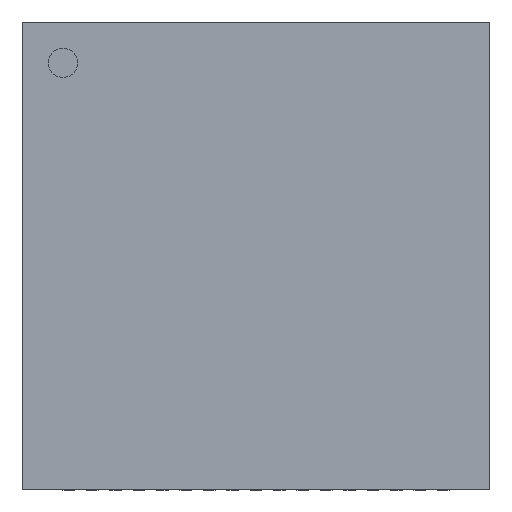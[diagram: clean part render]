
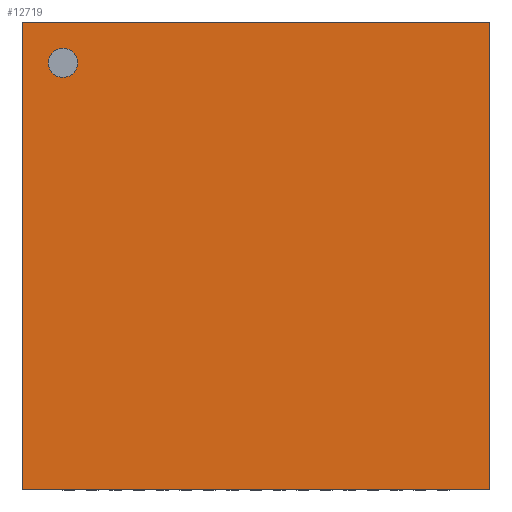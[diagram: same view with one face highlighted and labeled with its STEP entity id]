
A CAD part, top view. The second image highlights one B-rep face of the part: STEP entity #12719.
In plain terms, the highlighted planar face has unit normal (0, 0, 1).
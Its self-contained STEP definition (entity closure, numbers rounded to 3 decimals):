
#13=DIRECTION('',(0.,0.,1.));
#33=DIRECTION('',(0.,-0.,-1.));
#35=DEFINITIONAL_REPRESENTATION('',(#36),#40);
#36=LINE('',#37,#38);
#37=CARTESIAN_POINT('',(0.,0.));
#38=VECTOR('',#39,1.);
#39=DIRECTION('',(0.,1.));
#40=( GEOMETRIC_REPRESENTATION_CONTEXT(2) PARAMETRIC_REPRESENTATION_CONTEXT() REPRESENTATION_CONTEXT('2D SPACE','') );
#44=DEFINITIONAL_REPRESENTATION('',(#45),#40);
#45=LINE('',#37,#46);
#46=VECTOR('',#47,1.);
#47=DIRECTION('',(1.,0.));
#121=VECTOR('',#122,1.);
#122=DIRECTION('',(0.,-1.));
#151=PLANE('',#152);
#152=AXIS2_PLACEMENT_3D('',#153,#154,#13);
#153=CARTESIAN_POINT('',(-3.99,3.99,0.02));
#154=DIRECTION('',(1.,0.,0.));
#177=DIRECTION('',(0.,-1.,0.));
#212=VECTOR('',#213,1.);
#213=DIRECTION('',(1.,-0.));
#311=VECTOR('',#154,1.);
#314=PLANE('',#315);
#315=AXIS2_PLACEMENT_3D('',#153,#177,#13);
#322=VECTOR('',#177,1.);
#1244=CARTESIAN_POINT('',(-3.99,-3.99,0.02));
#1252=DEFINITIONAL_REPRESENTATION('',(#1253),#40);
#1253=LINE('',#1254,#38);
#1254=CARTESIAN_POINT('',(7.98,0.));
#1256=PLANE('',#1257);
#1257=AXIS2_PLACEMENT_3D('',#1244,#177,#13);
#1303=DIRECTION('',(-0.,0.,-1.));
#2249=CARTESIAN_POINT('',(3.99,3.99,0.02));
#2251=DEFINITIONAL_REPRESENTATION('',(#2252),#40);
#2252=LINE('',#2253,#46);
#2253=CARTESIAN_POINT('',(0.,7.98));
#2255=PLANE('',#2256);
#2256=AXIS2_PLACEMENT_3D('',#2249,#154,#13);
#4326=VERTEX_POINT('',#4327);
#4327=CARTESIAN_POINT('',(-3.99,3.99,0.87));
#4332=ORIENTED_EDGE('',*,*,#4333,.T.);
#4333=EDGE_CURVE('',#4326,#4334,#4336,.T.);
#4334=VERTEX_POINT('',#4335);
#4335=CARTESIAN_POINT('',(-3.99,-3.99,0.87));
#4336=SURFACE_CURVE('',#4337,(#4338,#4342),.PCURVE_S1.);
#4337=LINE('',#4327,#322);
#4338=PCURVE('',#151,#4339);
#4339=DEFINITIONAL_REPRESENTATION('',(#4340),#40);
#4340=LINE('',#4341,#38);
#4341=CARTESIAN_POINT('',(0.85,0.));
#4342=PCURVE('',#4343,#44);
#4343=PLANE('',#4344);
#4344=AXIS2_PLACEMENT_3D('',#4327,#13,#177);
#5052=ORIENTED_EDGE('',*,*,#5053,.F.);
#5053=EDGE_CURVE('',#4326,#5054,#5056,.T.);
#5054=VERTEX_POINT('',#5055);
#5055=CARTESIAN_POINT('',(3.99,3.99,0.87));
#5056=SURFACE_CURVE('',#5057,(#5058,#5061),.PCURVE_S1.);
#5057=LINE('',#4327,#311);
#5058=PCURVE('',#314,#5059);
#5059=DEFINITIONAL_REPRESENTATION('',(#5060),#40);
#5060=LINE('',#4341,#121);
#5061=PCURVE('',#4343,#35);
#8638=EDGE_CURVE('',#5054,#8639,#8641,.T.);
#8639=VERTEX_POINT('',#8640);
#8640=CARTESIAN_POINT('',(3.99,-3.99,0.87));
#8641=SURFACE_CURVE('',#8642,(#8643,#8644),.PCURVE_S1.);
#8642=LINE('',#5055,#322);
#8643=PCURVE('',#2255,#4339);
#8644=PCURVE('',#4343,#2251);
#9205=EDGE_CURVE('',#4334,#8639,#9206,.T.);
#9206=SURFACE_CURVE('',#9207,(#9208,#9209),.PCURVE_S1.);
#9207=LINE('',#4335,#311);
#9208=PCURVE('',#1256,#5059);
#9209=PCURVE('',#4343,#1252);
#12719=ADVANCED_FACE('',(#12720,#12724),#4343,.T.);
#12720=FACE_BOUND('',#12721,.T.);
#12721=EDGE_LOOP('',(#5052,#4332,#12722,#12723));
#12722=ORIENTED_EDGE('',*,*,#9205,.T.);
#12723=ORIENTED_EDGE('',*,*,#8638,.F.);
#12724=FACE_BOUND('',#12725,.T.);
#12725=EDGE_LOOP('',(#12726));
#12726=ORIENTED_EDGE('',*,*,#12727,.T.);
#12727=EDGE_CURVE('',#12728,#12728,#12730,.T.);
#12728=VERTEX_POINT('',#12729);
#12729=CARTESIAN_POINT('',(-3.3,3.05,0.87));
#12730=SURFACE_CURVE('',#12731,(#12734,#12743),.PCURVE_S1.);
#12731=CIRCLE('',#12732,0.25);
#12732=AXIS2_PLACEMENT_3D('',#12733,#33,#177);
#12733=CARTESIAN_POINT('',(-3.3,3.3,0.87));
#12734=PCURVE('',#4343,#12735);
#12735=DEFINITIONAL_REPRESENTATION('',(#12736),#40);
#12736=( BOUNDED_CURVE() B_SPLINE_CURVE(2,(#12737,#12738,#12739,#12740,#12741,#12742,#12737),.UNSPECIFIED.,.T.,.F.) B_SPLINE_CURVE_WITH_KNOTS((1,2,2,2,2,1),(-2.094,0.,2.094,4.189,6.283,8.378),.UNSPECIFIED.) CURVE() GEOMETRIC_REPRESENTATION_ITEM() RATIONAL_B_SPLINE_CURVE((1.,0.5,1.,0.5,1.,0.5,1.)) REPRESENTATION_ITEM('') );
#12737=CARTESIAN_POINT('',(0.94,0.69));
#12738=CARTESIAN_POINT('',(0.94,0.257));
#12739=CARTESIAN_POINT('',(0.565,0.473));
#12740=CARTESIAN_POINT('',(0.19,0.69));
#12741=CARTESIAN_POINT('',(0.565,0.907));
#12742=CARTESIAN_POINT('',(0.94,1.123));
#12743=PCURVE('',#12744,#12747);
#12744=CYLINDRICAL_SURFACE('',#12745,0.25);
#12745=AXIS2_PLACEMENT_3D('',#12746,#1303,#177);
#12746=CARTESIAN_POINT('',(-3.3,3.3,0.88));
#12747=DEFINITIONAL_REPRESENTATION('',(#12748),#40);
#12748=LINE('',#12749,#212);
#12749=CARTESIAN_POINT('',(-6.283,0.01));
